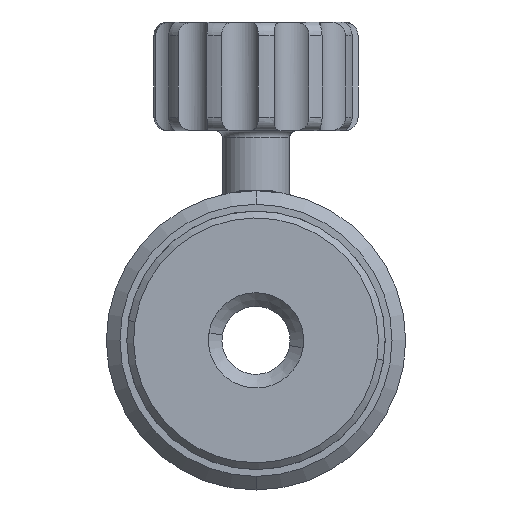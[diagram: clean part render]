
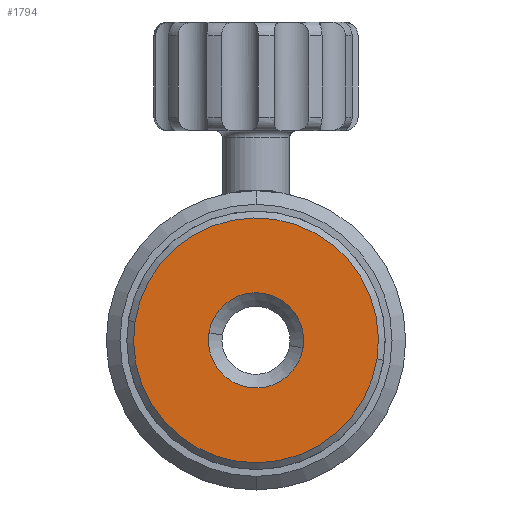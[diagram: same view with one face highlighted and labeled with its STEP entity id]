
A CAD part, front view. The second image highlights one B-rep face of the part: STEP entity #1794.
In plain terms, the highlighted planar face has unit normal (0, -1, 0).
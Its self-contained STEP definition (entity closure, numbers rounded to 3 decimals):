
#71 = EDGE_CURVE ( 'NONE', #1577, #1241, #1070, .T. ) ;
#114 = CARTESIAN_POINT ( 'NONE',  ( 36.995, -13.067, 0. ) ) ;
#206 = ORIENTED_EDGE ( 'NONE', *, *, #2297, .T. ) ;
#289 = CARTESIAN_POINT ( 'NONE',  ( 40.453, -13.067, -0.538 ) ) ;
#812 = CARTESIAN_POINT ( 'NONE',  ( 36.995, -13.067, 0. ) ) ;
#921 = VERTEX_POINT ( 'NONE', #1986 ) ;
#1070 = CIRCLE ( 'NONE', #2051, 3.5 ) ;
#1241 = VERTEX_POINT ( 'NONE', #3908 ) ;
#1302 = CARTESIAN_POINT ( 'NONE',  ( 36.995, -13.067, 0. ) ) ;
#1303 = DIRECTION ( 'NONE',  ( 0., 1., 0. ) ) ;
#1483 = DIRECTION ( 'NONE',  ( -0.988, 0., 0.154 ) ) ;
#1577 = VERTEX_POINT ( 'NONE', #289 ) ;
#1606 = CIRCLE ( 'NONE', #2765, 3.5 ) ;
#1794 = ADVANCED_FACE ( 'NONE', ( #3677, #2982 ), #3225, .F. ) ;
#1892 = AXIS2_PLACEMENT_3D ( 'NONE', #1302, #3537, #2854 ) ;
#1905 = ORIENTED_EDGE ( 'NONE', *, *, #3122, .T. ) ;
#1915 = EDGE_LOOP ( 'NONE', ( #206, #1905 ) ) ;
#1986 = CARTESIAN_POINT ( 'NONE',  ( 45.888, -13.067, -1.383 ) ) ;
#2051 = AXIS2_PLACEMENT_3D ( 'NONE', #812, #3359, #1483 ) ;
#2052 = DIRECTION ( 'NONE',  ( 0., 1., 0. ) ) ;
#2297 = EDGE_CURVE ( 'NONE', #2988, #921, #3476, .T. ) ;
#2378 = CARTESIAN_POINT ( 'NONE',  ( 28.102, -13.067, 1.383 ) ) ;
#2471 = CARTESIAN_POINT ( 'NONE',  ( 36.995, -13.067, 0. ) ) ;
#2765 = AXIS2_PLACEMENT_3D ( 'NONE', #114, #2052, #3965 ) ;
#2800 = DIRECTION ( 'NONE',  ( -0.988, 0., 0.154 ) ) ;
#2854 = DIRECTION ( 'NONE',  ( -0.988, 0., 0.154 ) ) ;
#2953 = AXIS2_PLACEMENT_3D ( 'NONE', #4169, #1303, #3801 ) ;
#2975 = EDGE_CURVE ( 'NONE', #1241, #1577, #1606, .T. ) ;
#2982 = FACE_OUTER_BOUND ( 'NONE', #1915, .T. ) ;
#2988 = VERTEX_POINT ( 'NONE', #2378 ) ;
#3068 = CIRCLE ( 'NONE', #3292, 9. ) ;
#3122 = EDGE_CURVE ( 'NONE', #921, #2988, #3068, .T. ) ;
#3142 = ORIENTED_EDGE ( 'NONE', *, *, #2975, .T. ) ;
#3225 = PLANE ( 'NONE',  #2953 ) ;
#3292 = AXIS2_PLACEMENT_3D ( 'NONE', #2471, #4068, #2800 ) ;
#3359 = DIRECTION ( 'NONE',  ( 0., 1., 0. ) ) ;
#3476 = CIRCLE ( 'NONE', #1892, 9. ) ;
#3537 = DIRECTION ( 'NONE',  ( 0., -1., 0. ) ) ;
#3582 = EDGE_LOOP ( 'NONE', ( #3592, #3142 ) ) ;
#3592 = ORIENTED_EDGE ( 'NONE', *, *, #71, .T. ) ;
#3677 = FACE_BOUND ( 'NONE', #3582, .T. ) ;
#3801 = DIRECTION ( 'NONE',  ( -0.988, 0., 0.154 ) ) ;
#3908 = CARTESIAN_POINT ( 'NONE',  ( 33.536, -13.067, 0.538 ) ) ;
#3965 = DIRECTION ( 'NONE',  ( -0.988, 0., 0.154 ) ) ;
#4068 = DIRECTION ( 'NONE',  ( 0., -1., 0. ) ) ;
#4169 = CARTESIAN_POINT ( 'NONE',  ( 36.995, -13.067, 0. ) ) ;
